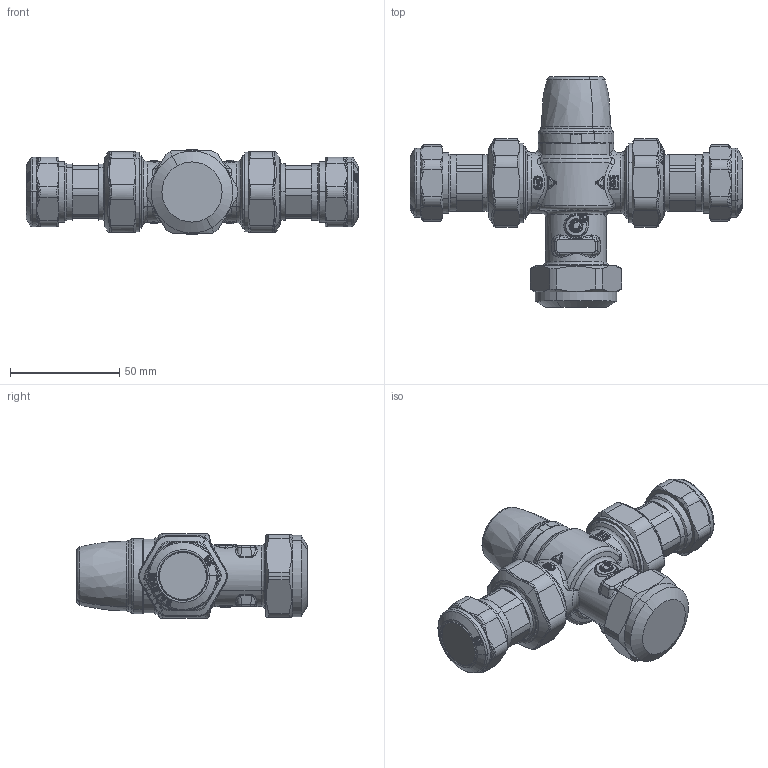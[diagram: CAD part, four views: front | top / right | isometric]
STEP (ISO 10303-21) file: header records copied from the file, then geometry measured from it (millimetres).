
FILE_DESCRIPTION(('CATIA V5 STEP Exchange','CAx-IF Rec.Pracs.--- Model Styling and Organization---1.4--- 2014-01-23','CAx-IF Rec.Pracs.---3D Tessellated Data Validation Properties---0.5---2014-09-14'),'2;1');
FILE_NAME('STEP_521322_-_TST.stp','2021-11-19T08:58:45+00:00',('none'),('none'),'CATIA Version 5-6 Release 2019 SP3','CATIA V5 STEP AP242 v1','none');
FILE_SCHEMA(('AP242_MANAGED_MODEL_BASED_3D_ENGINEERING_MIM_LF {1 0 10303 442 1 1 4}'));
Products named in the file (1): 521322 - TST
Bounding box: 152.26 x 105.73 x 39 mm (x, y, z)
Volume: 185711.7 mm3; surface area: 29648 mm2
Topology: 1 solids, 9 shells, 2566 faces, 6133 edges, 3411 vertices
Faces by surface type: bspline 1450, plane 427, cylinder 304, sphere 170, cone 141, torus 72, revolution 2
Entity records: 143909 total; most frequent: CARTESIAN_POINT 100988, ORIENTED_EDGE 11782, EDGE_CURVE 5907, B_SPLINE_CURVE_WITH_KNOTS 4386, VERTEX_POINT 3411, DIRECTION 3297, EDGE_LOOP 2622, ADVANCED_FACE 2566
